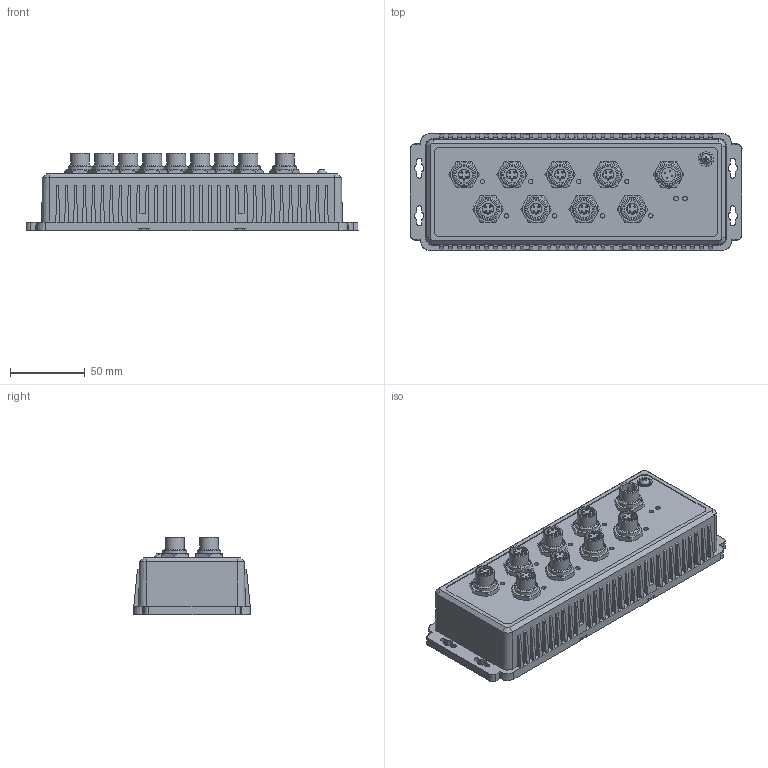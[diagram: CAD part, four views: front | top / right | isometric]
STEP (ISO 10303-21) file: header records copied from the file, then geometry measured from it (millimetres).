
FILE_DESCRIPTION (( 'STEP AP214' ), '1' );
FILE_NAME ('SE2-SW5U-N65-T.STEP', '2018-06-26T20:14:55', ( '' ), ( '' ), 'SwSTEP 2.0', 'SolidWorks 2017', '' );
FILE_SCHEMA (( 'AUTOMOTIVE_DESIGN' ));
Length unit declared in the file: inch
Products named in the file (1): SE2-SW5U-N65-T
Bounding box: 222.38 x 78.38 x 51.79 mm (x, y, z)
Volume: 179436.2 mm3; surface area: 135172 mm2
Topology: 22 solids, 22 shells, 1409 faces, 3614 edges, 2332 vertices
Faces by surface type: plane 790, cylinder 398, cone 152, sphere 33, torus 28, bspline 8
Full cylindrical faces by diameter (mm): 0.794 x4, 1.016 x32, 3 x18, 3.505 x1, 3.8 x1, 4.953 x1, 8 x2, 9.525 x1, 11.112 x6, 11.113 x2, 12.7 x9, 14.684 x9, 15.875 x9, 17.5 x8, 21 x1, 22.687 x8
Entity records: 58719 total; most frequent: CARTESIAN_POINT 14005, ORIENTED_EDGE 6820, DIRECTION 5950, EDGE_CURVE 3410, VERTEX_POINT 2288, AXIS2_PLACEMENT_3D 2252, EDGE_LOOP 1734, FACE_OUTER_BOUND 1526
